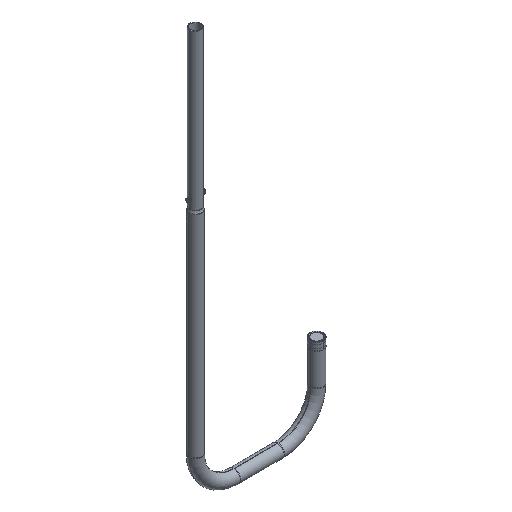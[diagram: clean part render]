
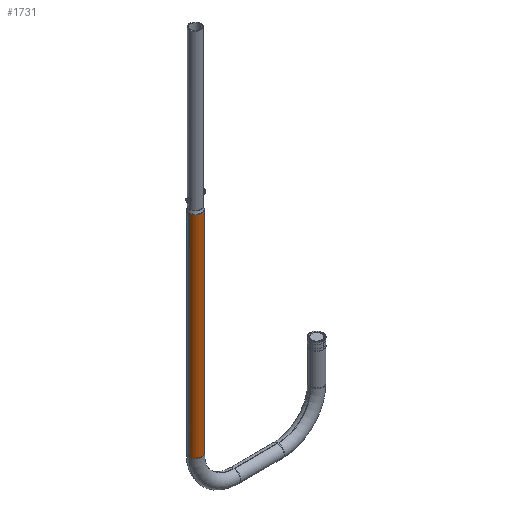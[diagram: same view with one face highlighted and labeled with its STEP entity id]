
A CAD part, isometric view. The second image highlights one B-rep face of the part: STEP entity #1731.
In plain terms, the highlighted cylindrical face has radius 24 mm (diameter 48 mm), a partial arc.
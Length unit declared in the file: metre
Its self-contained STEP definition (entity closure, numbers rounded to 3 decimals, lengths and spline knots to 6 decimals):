
#43 = ORIENTED_EDGE ( 'NONE', *, *, #2967, .T. ) ;
#73 = AXIS2_PLACEMENT_3D ( 'NONE', #884, #579, #84 ) ;
#84 = DIRECTION ( 'NONE',  ( 1., 0., 0. ) ) ;
#254 = DIRECTION ( 'NONE',  ( 0., 0., 1. ) ) ;
#317 = CARTESIAN_POINT ( 'NONE',  ( -0.155436, 0.011381, 0. ) ) ;
#470 = EDGE_CURVE ( 'NONE', #1693, #2385, #602, .T. ) ;
#480 = DIRECTION ( 'NONE',  ( 1., 0., 0. ) ) ;
#579 = DIRECTION ( 'NONE',  ( 0., 0., 1. ) ) ;
#602 = LINE ( 'NONE', #1389, #3112 ) ;
#631 = CARTESIAN_POINT ( 'NONE',  ( -0.155436, 0.011381, -0.7867 ) ) ;
#708 = AXIS2_PLACEMENT_3D ( 'NONE', #1510, #2023, #3085 ) ;
#733 = LINE ( 'NONE', #2003, #3000 ) ;
#778 = EDGE_CURVE ( 'NONE', #3011, #2161, #733, .T. ) ;
#832 = CIRCLE ( 'NONE', #73, 0.024 ) ;
#859 = EDGE_CURVE ( 'NONE', #2385, #2161, #3375, .T. ) ;
#884 = CARTESIAN_POINT ( 'NONE',  ( -0.179436, 0.011381, -0.7867 ) ) ;
#958 = FACE_OUTER_BOUND ( 'NONE', #963, .T. ) ;
#963 = EDGE_LOOP ( 'NONE', ( #1325, #43, #2280, #1737 ) ) ;
#993 = CARTESIAN_POINT ( 'NONE',  ( -0.203436, 0.011381, 0. ) ) ;
#1325 = ORIENTED_EDGE ( 'NONE', *, *, #470, .F. ) ;
#1348 = DIRECTION ( 'NONE',  ( 0., 0., 1. ) ) ;
#1389 = CARTESIAN_POINT ( 'NONE',  ( -0.203436, 0.011381, -0.7867 ) ) ;
#1494 = DIRECTION ( 'NONE',  ( 0., 0., 1. ) ) ;
#1510 = CARTESIAN_POINT ( 'NONE',  ( -0.179436, 0.011381, -0.7867 ) ) ;
#1693 = VERTEX_POINT ( 'NONE', #2671 ) ;
#1731 = ADVANCED_FACE ( 'NONE', ( #958 ), #1757, .T. ) ;
#1737 = ORIENTED_EDGE ( 'NONE', *, *, #859, .F. ) ;
#1757 = CYLINDRICAL_SURFACE ( 'NONE', #708, 0.024 ) ;
#1789 = AXIS2_PLACEMENT_3D ( 'NONE', #2291, #1494, #480 ) ;
#2003 = CARTESIAN_POINT ( 'NONE',  ( -0.155436, 0.011381, -0.7867 ) ) ;
#2023 = DIRECTION ( 'NONE',  ( 0., 0., 1. ) ) ;
#2161 = VERTEX_POINT ( 'NONE', #317 ) ;
#2280 = ORIENTED_EDGE ( 'NONE', *, *, #778, .T. ) ;
#2291 = CARTESIAN_POINT ( 'NONE',  ( -0.179436, 0.011381, 0. ) ) ;
#2385 = VERTEX_POINT ( 'NONE', #993 ) ;
#2671 = CARTESIAN_POINT ( 'NONE',  ( -0.203436, 0.011381, -0.7867 ) ) ;
#2967 = EDGE_CURVE ( 'NONE', #1693, #3011, #832, .T. ) ;
#3000 = VECTOR ( 'NONE', #254, 1. ) ;
#3011 = VERTEX_POINT ( 'NONE', #631 ) ;
#3085 = DIRECTION ( 'NONE',  ( 1., 0., 0. ) ) ;
#3112 = VECTOR ( 'NONE', #1348, 1. ) ;
#3375 = CIRCLE ( 'NONE', #1789, 0.024 ) ;
